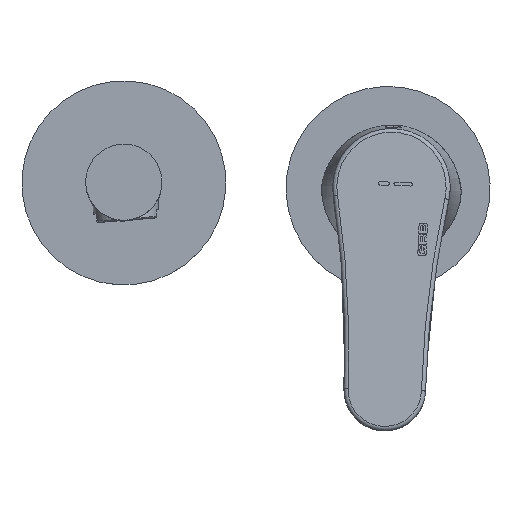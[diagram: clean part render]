
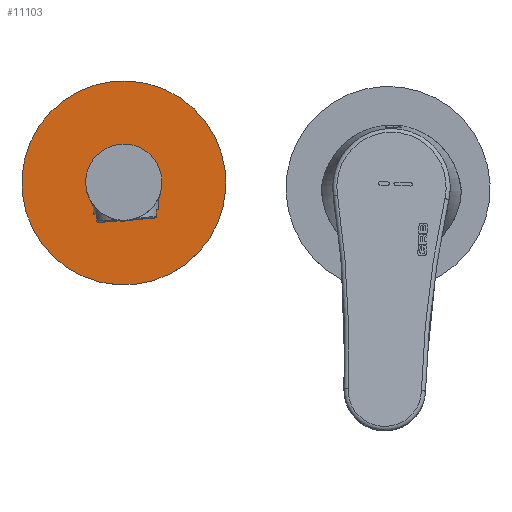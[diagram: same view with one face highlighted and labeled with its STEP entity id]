
A CAD part, top view. The second image highlights one B-rep face of the part: STEP entity #11103.
In plain terms, the highlighted planar face has unit normal (0, 0, 1).
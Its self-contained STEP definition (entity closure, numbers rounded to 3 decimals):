
#437 = DIRECTION ( 'NONE',  ( 0., 0., 1. ) ) ;
#502 = DIRECTION ( 'NONE',  ( 1., 0., 0. ) ) ;
#519 = VERTEX_POINT ( 'NONE', #15059 ) ;
#599 = DIRECTION ( 'NONE',  ( 1., 0., 0. ) ) ;
#1032 = ORIENTED_EDGE ( 'NONE', *, *, #18233, .T. ) ;
#1531 = EDGE_CURVE ( 'NONE', #11397, #9746, #8882, .T. ) ;
#1815 = DIRECTION ( 'NONE',  ( 1., 0., 0. ) ) ;
#2190 = AXIS2_PLACEMENT_3D ( 'NONE', #14718, #437, #502 ) ;
#2403 = VERTEX_POINT ( 'NONE', #11215 ) ;
#3367 = CIRCLE ( 'NONE', #6239, 37.5 ) ;
#3916 = CARTESIAN_POINT ( 'NONE',  ( 0., 0., 2. ) ) ;
#3989 = DIRECTION ( 'NONE',  ( 0., 0., 1. ) ) ;
#4060 = CIRCLE ( 'NONE', #13156, 37.5 ) ;
#4265 = CARTESIAN_POINT ( 'NONE',  ( 8.75, 0., 2. ) ) ;
#6229 = EDGE_CURVE ( 'NONE', #2403, #519, #3367, .T. ) ;
#6239 = AXIS2_PLACEMENT_3D ( 'NONE', #3916, #3989, #599 ) ;
#6276 = CARTESIAN_POINT ( 'NONE',  ( 0., 0., 2. ) ) ;
#7806 = CARTESIAN_POINT ( 'NONE',  ( 0., 0., 2. ) ) ;
#8288 = FACE_OUTER_BOUND ( 'NONE', #10591, .T. ) ;
#8414 = DIRECTION ( 'NONE',  ( 0., 0., 1. ) ) ;
#8618 = ORIENTED_EDGE ( 'NONE', *, *, #11670, .F. ) ;
#8679 = DIRECTION ( 'NONE',  ( 1., 0., 0. ) ) ;
#8882 = CIRCLE ( 'NONE', #10475, 8.75 ) ;
#9005 = ORIENTED_EDGE ( 'NONE', *, *, #6229, .T. ) ;
#9164 = DIRECTION ( 'NONE',  ( 1., 0., 0. ) ) ;
#9611 = DIRECTION ( 'NONE',  ( 0., 0., 1. ) ) ;
#9746 = VERTEX_POINT ( 'NONE', #4265 ) ;
#9872 = EDGE_LOOP ( 'NONE', ( #11981, #8618 ) ) ;
#10475 = AXIS2_PLACEMENT_3D ( 'NONE', #7806, #15475, #9164 ) ;
#10591 = EDGE_LOOP ( 'NONE', ( #9005, #1032 ) ) ;
#11103 = ADVANCED_FACE ( 'NONE', ( #8288, #15564 ), #13111, .T. ) ;
#11215 = CARTESIAN_POINT ( 'NONE',  ( -37.5, 0., 2. ) ) ;
#11280 = AXIS2_PLACEMENT_3D ( 'NONE', #19363, #8414, #8679 ) ;
#11397 = VERTEX_POINT ( 'NONE', #15392 ) ;
#11670 = EDGE_CURVE ( 'NONE', #9746, #11397, #13835, .T. ) ;
#11981 = ORIENTED_EDGE ( 'NONE', *, *, #1531, .F. ) ;
#13111 = PLANE ( 'NONE',  #11280 ) ;
#13156 = AXIS2_PLACEMENT_3D ( 'NONE', #6276, #9611, #1815 ) ;
#13835 = CIRCLE ( 'NONE', #2190, 8.75 ) ;
#14718 = CARTESIAN_POINT ( 'NONE',  ( 0., 0., 2. ) ) ;
#15059 = CARTESIAN_POINT ( 'NONE',  ( 37.5, 0., 2. ) ) ;
#15392 = CARTESIAN_POINT ( 'NONE',  ( -8.75, 0., 2. ) ) ;
#15475 = DIRECTION ( 'NONE',  ( 0., 0., 1. ) ) ;
#15564 = FACE_BOUND ( 'NONE', #9872, .T. ) ;
#18233 = EDGE_CURVE ( 'NONE', #519, #2403, #4060, .T. ) ;
#19363 = CARTESIAN_POINT ( 'NONE',  ( 0., 0., 2. ) ) ;
